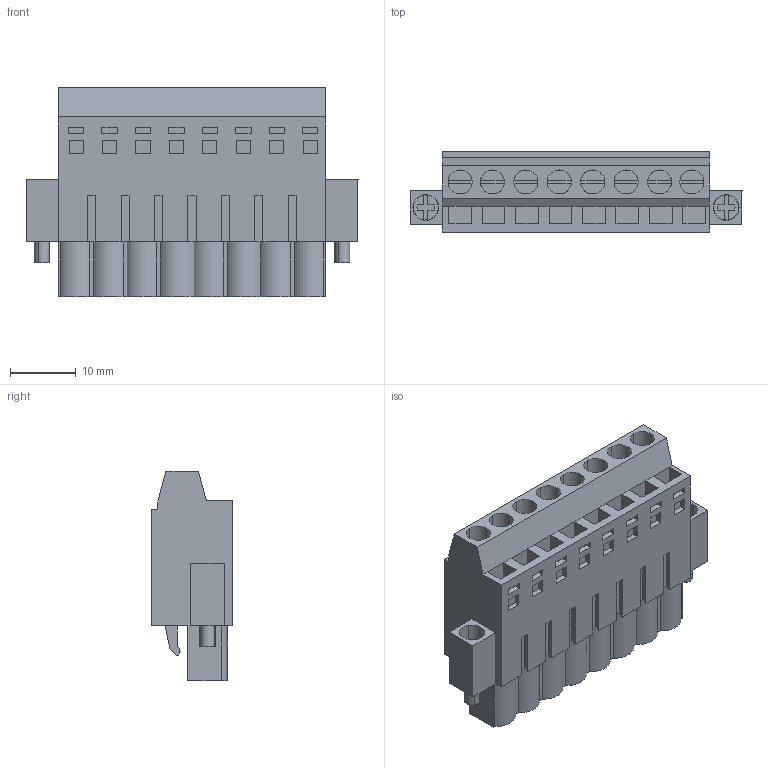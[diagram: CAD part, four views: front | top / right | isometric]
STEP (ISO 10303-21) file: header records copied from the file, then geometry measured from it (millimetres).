
FILE_DESCRIPTION(('CATIA V5 STEP Exchange','CAx-IF Rec.Pracs.--- Model Styling and Organization---1.2---2011-12-15'),'2;1');
FILE_NAME ('D1457344_0_1844050000_1844050000.stp','2017-10-31T20:33:46+00:00',('none'),('Weidmueller'),'CATIA Version 5-6 Release 2014','CATIA V5 STEP AP214','none');
FILE_SCHEMA(('AUTOMOTIVE_DESIGN { 1 0 10303 214 1 1 1 1 }'));
Length unit declared in the file: millimetre
Products named in the file (1): 1844050000
Bounding box: 50.44 x 12.2 x 31.8 mm (x, y, z)
Volume: 11323.2 mm3; surface area: 7053.5 mm2
Topology: 11 solids, 11 shells, 589 faces, 1618 edges, 1099 vertices
Faces by surface type: plane 497, cylinder 92
Entity records: 18127 total; most frequent: CARTESIAN_POINT 3334, ORIENTED_EDGE 3236, DIRECTION 2399, EDGE_CURVE 1618, VECTOR 1394, LINE 1394, VERTEX_POINT 1099, EDGE_LOOP 641
